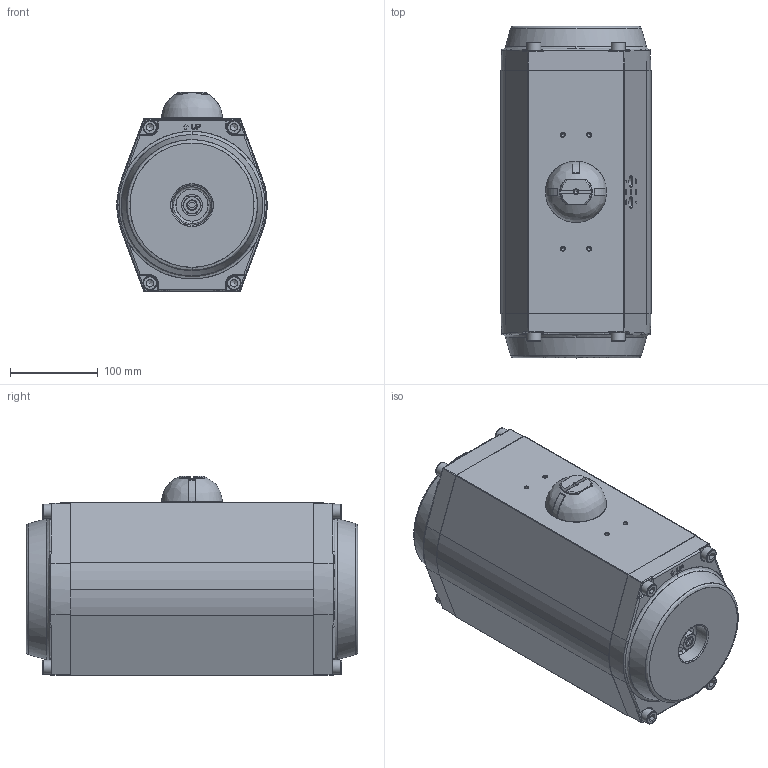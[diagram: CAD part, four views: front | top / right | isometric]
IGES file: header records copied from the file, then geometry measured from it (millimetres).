
Start section: JAMA-IS VERSION  1.0 C
Global section: file name: GTA-160X90.igs; native system: By Siemens PLM Incorporated; preprocessor: XPlus GENERIC/IGES 21.0.46; author: Author; organization: Title; date: 181001.115643; units: millimetre
Bounding box: 172 x 379 x 228.05 mm (x, y, z)
Surface area: 343676.9 mm2 (no closed solid volume)
Topology: 0 solids, 0 shells, 522 faces, 3112 edges, 3066 vertices
Faces by surface type: bspline 522
